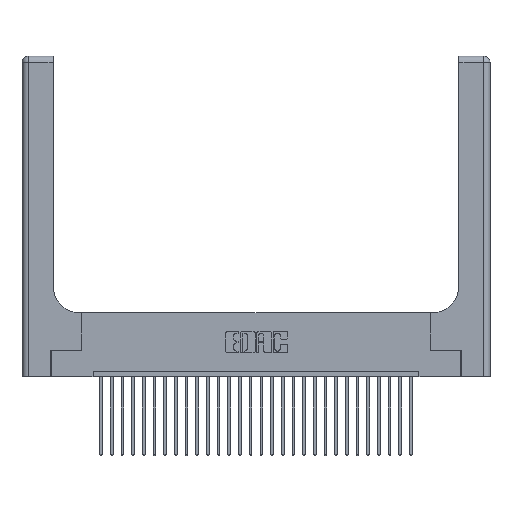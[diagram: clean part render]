
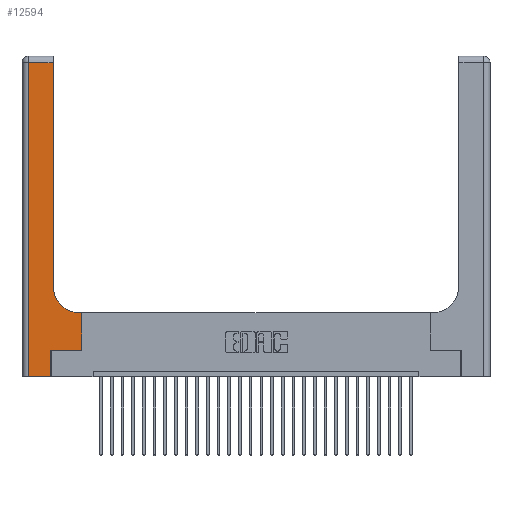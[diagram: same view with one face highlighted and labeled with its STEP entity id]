
A CAD part, top view. The second image highlights one B-rep face of the part: STEP entity #12594.
In plain terms, the highlighted planar face has unit normal (0, 0, 1).
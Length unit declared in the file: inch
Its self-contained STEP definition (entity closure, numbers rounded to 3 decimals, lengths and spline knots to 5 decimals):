
#107 = DIRECTION ( 'NONE',  ( 0., -1., 0. ) ) ;
#856 = CARTESIAN_POINT ( 'NONE',  ( 0.269, 0.25, 0.37 ) ) ;
#873 = VECTOR ( 'NONE', #1608, 39.37008 ) ;
#1230 = VERTEX_POINT ( 'NONE', #5238 ) ;
#1608 = DIRECTION ( 'NONE',  ( 0., 1., 0. ) ) ;
#1814 = LINE ( 'NONE', #856, #3249 ) ;
#2847 = LINE ( 'NONE', #6721, #9572 ) ;
#3249 = VECTOR ( 'NONE', #16695, 39.37008 ) ;
#3815 = CARTESIAN_POINT ( 'NONE',  ( 0.269, 0., 0.37 ) ) ;
#4627 = CARTESIAN_POINT ( 'NONE',  ( 0.06, 3., 0.37 ) ) ;
#5238 = CARTESIAN_POINT ( 'NONE',  ( 0.5585, 0.25, 0.37 ) ) ;
#5712 = PLANE ( 'NONE',  #11096 ) ;
#6425 = FACE_OUTER_BOUND ( 'NONE', #25847, .T. ) ;
#6687 = EDGE_CURVE ( 'NONE', #15499, #17378, #24565, .T. ) ;
#6721 = CARTESIAN_POINT ( 'NONE',  ( 0., 0., 0.37 ) ) ;
#6884 = DIRECTION ( 'NONE',  ( 1., 0., 0. ) ) ;
#8263 = VERTEX_POINT ( 'NONE', #24585 ) ;
#8390 = CARTESIAN_POINT ( 'NONE',  ( 0.2915, 0.85, 0.37 ) ) ;
#8707 = LINE ( 'NONE', #19786, #13322 ) ;
#9042 = LINE ( 'NONE', #3815, #873 ) ;
#9372 = VECTOR ( 'NONE', #20166, 39.37008 ) ;
#9572 = VECTOR ( 'NONE', #6884, 39.37008 ) ;
#9622 = ORIENTED_EDGE ( 'NONE', *, *, #20273, .T. ) ;
#9756 = ORIENTED_EDGE ( 'NONE', *, *, #6687, .T. ) ;
#9873 = CARTESIAN_POINT ( 'NONE',  ( 0.2915, 2.94, 0.37 ) ) ;
#10029 = ORIENTED_EDGE ( 'NONE', *, *, #19869, .T. ) ;
#10528 = VERTEX_POINT ( 'NONE', #9873 ) ;
#10630 = CARTESIAN_POINT ( 'NONE',  ( 0.5415, 0.85, 0.37 ) ) ;
#11096 = AXIS2_PLACEMENT_3D ( 'NONE', #21329, #25978, #28125 ) ;
#11175 = ORIENTED_EDGE ( 'NONE', *, *, #20340, .T. ) ;
#11788 = VERTEX_POINT ( 'NONE', #18766 ) ;
#12108 = CARTESIAN_POINT ( 'NONE',  ( 0.5585, 0.6, 0.37 ) ) ;
#12225 = LINE ( 'NONE', #15409, #9372 ) ;
#12594 = ADVANCED_FACE ( 'NONE', ( #6425 ), #5712, .F. ) ;
#12802 = DIRECTION ( 'NONE',  ( -1., 0., 0. ) ) ;
#13322 = VECTOR ( 'NONE', #12802, 39.37008 ) ;
#14458 = CARTESIAN_POINT ( 'NONE',  ( 0.06, 2.94, 0.37 ) ) ;
#14482 = CARTESIAN_POINT ( 'NONE',  ( 0.2915, 0.6, 0.37 ) ) ;
#15409 = CARTESIAN_POINT ( 'NONE',  ( 0.5585, 0.25, 0.37 ) ) ;
#15499 = VERTEX_POINT ( 'NONE', #12108 ) ;
#15574 = EDGE_CURVE ( 'NONE', #10528, #27152, #8707, .T. ) ;
#16401 = EDGE_CURVE ( 'NONE', #17378, #26008, #26819, .T. ) ;
#16466 = EDGE_CURVE ( 'NONE', #1230, #15499, #12225, .T. ) ;
#16695 = DIRECTION ( 'NONE',  ( 1., 0., 0. ) ) ;
#16794 = ORIENTED_EDGE ( 'NONE', *, *, #16466, .T. ) ;
#16839 = CARTESIAN_POINT ( 'NONE',  ( 0.2915, 3., 0.37 ) ) ;
#17378 = VERTEX_POINT ( 'NONE', #18441 ) ;
#17628 = DIRECTION ( 'NONE',  ( 0., 0., -1. ) ) ;
#17832 = VECTOR ( 'NONE', #107, 39.37008 ) ;
#17848 = VECTOR ( 'NONE', #21701, 39.37008 ) ;
#18441 = CARTESIAN_POINT ( 'NONE',  ( 0.5415, 0.6, 0.37 ) ) ;
#18766 = CARTESIAN_POINT ( 'NONE',  ( 0.269, 0., 0.37 ) ) ;
#19786 = CARTESIAN_POINT ( 'NONE',  ( 0., 2.94, 0.37 ) ) ;
#19869 = EDGE_CURVE ( 'NONE', #26008, #10528, #26343, .T. ) ;
#20037 = ORIENTED_EDGE ( 'NONE', *, *, #16401, .T. ) ;
#20166 = DIRECTION ( 'NONE',  ( 0., 1., 0. ) ) ;
#20273 = EDGE_CURVE ( 'NONE', #23951, #1230, #1814, .T. ) ;
#20340 = EDGE_CURVE ( 'NONE', #27152, #8263, #26316, .T. ) ;
#21329 = CARTESIAN_POINT ( 'NONE',  ( 0., 3., 0.37 ) ) ;
#21351 = VECTOR ( 'NONE', #26117, 39.37008 ) ;
#21701 = DIRECTION ( 'NONE',  ( 0., 1., 0. ) ) ;
#22238 = CARTESIAN_POINT ( 'NONE',  ( 0.269, 0.25, 0.37 ) ) ;
#22971 = ORIENTED_EDGE ( 'NONE', *, *, #15574, .T. ) ;
#23951 = VERTEX_POINT ( 'NONE', #22238 ) ;
#24565 = LINE ( 'NONE', #14482, #21351 ) ;
#24585 = CARTESIAN_POINT ( 'NONE',  ( 0.06, 0., 0.37 ) ) ;
#24701 = AXIS2_PLACEMENT_3D ( 'NONE', #10630, #17628, #26703 ) ;
#25847 = EDGE_LOOP ( 'NONE', ( #10029, #22971, #11175, #28126, #27177, #9622, #16794, #9756, #20037 ) ) ;
#25978 = DIRECTION ( 'NONE',  ( 0., 0., -1. ) ) ;
#26008 = VERTEX_POINT ( 'NONE', #8390 ) ;
#26117 = DIRECTION ( 'NONE',  ( -1., 0., 0. ) ) ;
#26316 = LINE ( 'NONE', #4627, #17832 ) ;
#26343 = LINE ( 'NONE', #16839, #17848 ) ;
#26661 = EDGE_CURVE ( 'NONE', #11788, #23951, #9042, .T. ) ;
#26703 = DIRECTION ( 'NONE',  ( 1., 0., 0. ) ) ;
#26819 = CIRCLE ( 'NONE', #24701, 0.25 ) ;
#27152 = VERTEX_POINT ( 'NONE', #14458 ) ;
#27177 = ORIENTED_EDGE ( 'NONE', *, *, #26661, .T. ) ;
#28125 = DIRECTION ( 'NONE',  ( -1., 0., 0. ) ) ;
#28126 = ORIENTED_EDGE ( 'NONE', *, *, #29332, .T. ) ;
#29332 = EDGE_CURVE ( 'NONE', #8263, #11788, #2847, .T. ) ;
